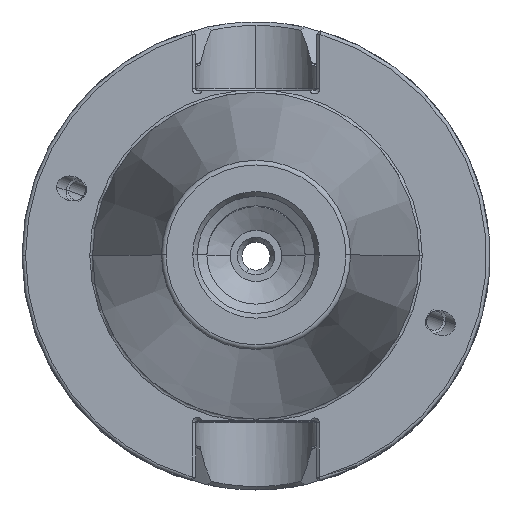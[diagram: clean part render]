
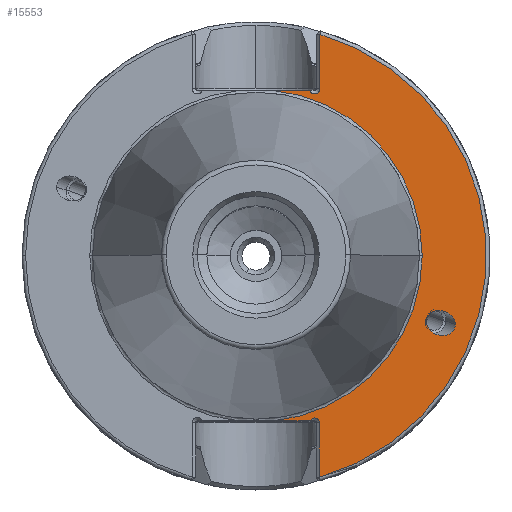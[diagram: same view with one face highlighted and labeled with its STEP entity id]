
A CAD part, top view. The second image highlights one B-rep face of the part: STEP entity #15553.
In plain terms, the highlighted planar face has unit normal (0, 0, 1).
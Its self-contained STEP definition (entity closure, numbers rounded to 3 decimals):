
#421 = CIRCLE ( 'NONE', #20408, 35.5 ) ;
#566 = AXIS2_PLACEMENT_3D ( 'NONE', #8987, #20637, #10718 ) ;
#599 =( BOUNDED_CURVE ( )  B_SPLINE_CURVE ( 3, ( #11324, #21209, #2920, #14650 ),
 .UNSPECIFIED., .F., .F. ) 
 B_SPLINE_CURVE_WITH_KNOTS ( ( 4, 4 ),
 ( 5.993, 9.135 ),
 .UNSPECIFIED. ) 
 CURVE ( )  GEOMETRIC_REPRESENTATION_ITEM ( )  RATIONAL_B_SPLINE_CURVE ( ( 1., 0.333, 0.333, 1. ) ) 
 REPRESENTATION_ITEM ( '' )  );
#603 = EDGE_CURVE ( 'NONE', #21512, #19149, #14556, .T. ) ;
#754 = CARTESIAN_POINT ( 'NONE',  ( 13.544, -35.675, -3. ) ) ;
#1177 = VERTEX_POINT ( 'NONE', #754 ) ;
#1470 = EDGE_CURVE ( 'NONE', #1177, #3141, #5530, .T. ) ;
#1477 = ORIENTED_EDGE ( 'NONE', *, *, #18279, .T. ) ;
#1818 = DIRECTION ( 'NONE',  ( -1., 0., 0. ) ) ;
#2309 = EDGE_CURVE ( 'NONE', #21512, #5093, #14914, .T. ) ;
#2509 = CARTESIAN_POINT ( 'NONE',  ( 3.763, -35.3, -3. ) ) ;
#2621 = ORIENTED_EDGE ( 'NONE', *, *, #20761, .T. ) ;
#2748 = CARTESIAN_POINT ( 'NONE',  ( 13.544, 49.987, -3. ) ) ;
#2920 = CARTESIAN_POINT ( 'NONE',  ( 36.355, -19.326, -3. ) ) ;
#2970 = CARTESIAN_POINT ( 'NONE',  ( 42.579, -9.404, -3. ) ) ;
#3141 = VERTEX_POINT ( 'NONE', #5131 ) ;
#3304 = AXIS2_PLACEMENT_3D ( 'NONE', #18550, #6036, #21280 ) ;
#3422 = CARTESIAN_POINT ( 'NONE',  ( 0., -35.3, -3. ) ) ;
#3891 = AXIS2_PLACEMENT_3D ( 'NONE', #6488, #18207, #8185 ) ;
#4078 = EDGE_CURVE ( 'NONE', #8958, #19149, #17111, .T. ) ;
#4082 = DIRECTION ( 'NONE',  ( 0., -1., 0. ) ) ;
#4476 = DIRECTION ( 'NONE',  ( 0., 0., -1. ) ) ;
#4489 = AXIS2_PLACEMENT_3D ( 'NONE', #6048, #17772, #7758 ) ;
#4751 = VERTEX_POINT ( 'NONE', #18900 ) ;
#4928 = CARTESIAN_POINT ( 'NONE',  ( 35.5, 0., -3. ) ) ;
#5060 = ORIENTED_EDGE ( 'NONE', *, *, #19955, .T. ) ;
#5093 = VERTEX_POINT ( 'NONE', #4928 ) ;
#5131 = CARTESIAN_POINT ( 'NONE',  ( 13.544, -47.338, -3. ) ) ;
#5166 = VERTEX_POINT ( 'NONE', #10174 ) ;
#5222 = FACE_OUTER_BOUND ( 'NONE', #18219, .T. ) ;
#5530 = LINE ( 'NONE', #2748, #11660 ) ;
#5615 = CARTESIAN_POINT ( 'NONE',  ( 13.65, 35.675, -3. ) ) ;
#5973 = CARTESIAN_POINT ( 'NONE',  ( 42.579, -14.707, -3. ) ) ;
#6036 = DIRECTION ( 'NONE',  ( 0., 0., -1. ) ) ;
#6040 = VERTEX_POINT ( 'NONE', #2509 ) ;
#6048 = CARTESIAN_POINT ( 'NONE',  ( 0., 49.987, -3. ) ) ;
#6127 = CARTESIAN_POINT ( 'NONE',  ( 0., 0., -3. ) ) ;
#6488 = CARTESIAN_POINT ( 'NONE',  ( 12.525, 35.675, -3. ) ) ;
#7677 = CARTESIAN_POINT ( 'NONE',  ( 11.464, 35.3, -3. ) ) ;
#7758 = DIRECTION ( 'NONE',  ( -1., 0., 0. ) ) ;
#7834 = DIRECTION ( 'NONE',  ( -1., 0., 0. ) ) ;
#7840 = EDGE_CURVE ( 'NONE', #5166, #1177, #10598, .T. ) ;
#8085 = ORIENTED_EDGE ( 'NONE', *, *, #7840, .T. ) ;
#8185 = DIRECTION ( 'NONE',  ( -1., 0., 0. ) ) ;
#8509 = CARTESIAN_POINT ( 'NONE',  ( 0., 35.3, -3. ) ) ;
#8958 = VERTEX_POINT ( 'NONE', #10238 ) ;
#8987 = CARTESIAN_POINT ( 'NONE',  ( 0., 0., -3. ) ) ;
#9292 = ORIENTED_EDGE ( 'NONE', *, *, #1470, .T. ) ;
#9439 = VECTOR ( 'NONE', #4082, 1000. ) ;
#9624 = VERTEX_POINT ( 'NONE', #5973 ) ;
#10011 = DIRECTION ( 'NONE',  ( 1., 0., 0. ) ) ;
#10012 = ORIENTED_EDGE ( 'NONE', *, *, #2309, .T. ) ;
#10174 = CARTESIAN_POINT ( 'NONE',  ( 11.578, -35.3, -3. ) ) ;
#10238 = CARTESIAN_POINT ( 'NONE',  ( 13.65, 35.675, -3. ) ) ;
#10598 = CIRCLE ( 'NONE', #19768, 1.019 ) ;
#10718 = DIRECTION ( 'NONE',  ( -1., 0., 0. ) ) ;
#11324 = CARTESIAN_POINT ( 'NONE',  ( 42.579, -14.707, -3. ) ) ;
#11574 = CARTESIAN_POINT ( 'NONE',  ( 13.65, 47.308, -3. ) ) ;
#11660 = VECTOR ( 'NONE', #15956, 1000. ) ;
#13915 = ORIENTED_EDGE ( 'NONE', *, *, #15463, .T. ) ;
#14365 = PLANE ( 'NONE',  #4489 ) ;
#14399 = VECTOR ( 'NONE', #1818, 1000. ) ;
#14537 = CARTESIAN_POINT ( 'NONE',  ( 12.525, -35.675, -3. ) ) ;
#14556 = LINE ( 'NONE', #8509, #18937 ) ;
#14635 = ORIENTED_EDGE ( 'NONE', *, *, #4078, .T. ) ;
#14650 = CARTESIAN_POINT ( 'NONE',  ( 36.355, -14.023, -3. ) ) ;
#14695 = CARTESIAN_POINT ( 'NONE',  ( 42.579, -14.707, -3. ) ) ;
#14914 = CIRCLE ( 'NONE', #3304, 35.5 ) ;
#15009 = ORIENTED_EDGE ( 'NONE', *, *, #603, .F. ) ;
#15236 =( BOUNDED_CURVE ( )  B_SPLINE_CURVE ( 3, ( #21256, #16307, #2970, #14695 ),
 .UNSPECIFIED., .F., .F. ) 
 B_SPLINE_CURVE_WITH_KNOTS ( ( 4, 4 ),
 ( 2.852, 5.993 ),
 .UNSPECIFIED. ) 
 CURVE ( )  GEOMETRIC_REPRESENTATION_ITEM ( )  RATIONAL_B_SPLINE_CURVE ( ( 1., 0.333, 0.333, 1. ) ) 
 REPRESENTATION_ITEM ( '' )  );
#15463 = EDGE_CURVE ( 'NONE', #18842, #8958, #18317, .T. ) ;
#15553 = ADVANCED_FACE ( 'NONE', ( #18572, #5222 ), #14365, .F. ) ;
#15846 = EDGE_CURVE ( 'NONE', #5166, #6040, #18793, .T. ) ;
#15956 = DIRECTION ( 'NONE',  ( 0., -1., 0. ) ) ;
#16232 = DIRECTION ( 'NONE',  ( -1., 0., 0. ) ) ;
#16265 = CARTESIAN_POINT ( 'NONE',  ( 3.763, 35.3, -3. ) ) ;
#16307 = CARTESIAN_POINT ( 'NONE',  ( 36.355, -8.72, -3. ) ) ;
#16683 = CIRCLE ( 'NONE', #566, 49.237 ) ;
#17111 = CIRCLE ( 'NONE', #3891, 1.125 ) ;
#17424 = ORIENTED_EDGE ( 'NONE', *, *, #19257, .T. ) ;
#17772 = DIRECTION ( 'NONE',  ( 0., 0., -1. ) ) ;
#17847 = DIRECTION ( 'NONE',  ( 0., 0., -1. ) ) ;
#18207 = DIRECTION ( 'NONE',  ( 0., 0., -1. ) ) ;
#18219 = EDGE_LOOP ( 'NONE', ( #21346, #8085, #9292, #2621, #13915, #14635, #15009, #10012, #1477 ) ) ;
#18279 = EDGE_CURVE ( 'NONE', #5093, #6040, #421, .T. ) ;
#18317 = LINE ( 'NONE', #5615, #9439 ) ;
#18550 = CARTESIAN_POINT ( 'NONE',  ( 0., 0., -3. ) ) ;
#18572 = FACE_BOUND ( 'NONE', #20928, .T. ) ;
#18793 = LINE ( 'NONE', #3422, #14399 ) ;
#18842 = VERTEX_POINT ( 'NONE', #11574 ) ;
#18900 = CARTESIAN_POINT ( 'NONE',  ( 36.355, -14.023, -3. ) ) ;
#18937 = VECTOR ( 'NONE', #10011, 1000. ) ;
#19149 = VERTEX_POINT ( 'NONE', #7677 ) ;
#19257 = EDGE_CURVE ( 'NONE', #9624, #4751, #599, .T. ) ;
#19768 = AXIS2_PLACEMENT_3D ( 'NONE', #14537, #4476, #16232 ) ;
#19955 = EDGE_CURVE ( 'NONE', #4751, #9624, #15236, .T. ) ;
#20408 = AXIS2_PLACEMENT_3D ( 'NONE', #6127, #17847, #7834 ) ;
#20637 = DIRECTION ( 'NONE',  ( 0., 0., 1. ) ) ;
#20761 = EDGE_CURVE ( 'NONE', #3141, #18842, #16683, .T. ) ;
#20928 = EDGE_LOOP ( 'NONE', ( #17424, #5060 ) ) ;
#21209 = CARTESIAN_POINT ( 'NONE',  ( 42.579, -20.01, -3. ) ) ;
#21256 = CARTESIAN_POINT ( 'NONE',  ( 36.355, -14.023, -3. ) ) ;
#21280 = DIRECTION ( 'NONE',  ( -1., 0., 0. ) ) ;
#21346 = ORIENTED_EDGE ( 'NONE', *, *, #15846, .F. ) ;
#21512 = VERTEX_POINT ( 'NONE', #16265 ) ;
